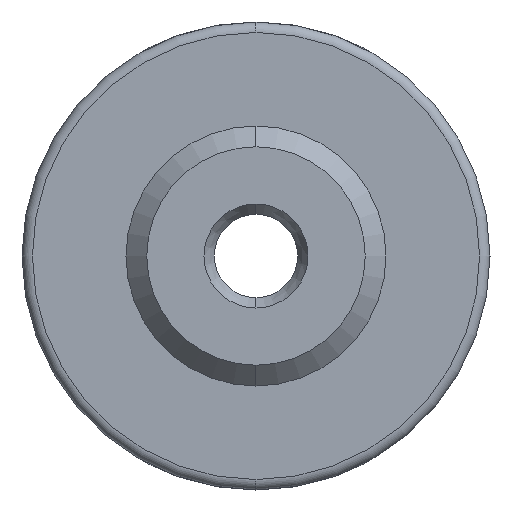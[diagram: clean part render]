
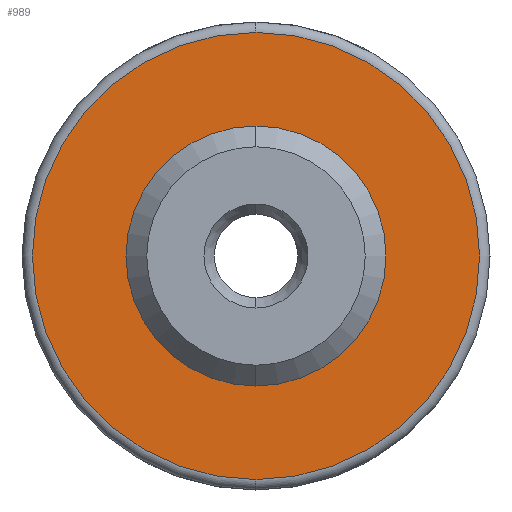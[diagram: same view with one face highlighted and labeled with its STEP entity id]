
A CAD part, left-side view. The second image highlights one B-rep face of the part: STEP entity #989.
In plain terms, the highlighted planar face has unit normal (-1, 0, 0).
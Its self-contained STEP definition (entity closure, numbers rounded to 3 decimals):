
#22 = DIRECTION ( 'NONE',  ( 0., 0., 1. ) ) ;
#27 = DIRECTION ( 'NONE',  ( 1., 0., 0. ) ) ;
#64 = VERTEX_POINT ( 'NONE', #344 ) ;
#94 = CIRCLE ( 'NONE', #577, 4.3 ) ;
#100 = VERTEX_POINT ( 'NONE', #173 ) ;
#111 = CARTESIAN_POINT ( 'NONE',  ( -36., 0., 4.3 ) ) ;
#123 = DIRECTION ( 'NONE',  ( -1., 0., 0. ) ) ;
#124 = AXIS2_PLACEMENT_3D ( 'NONE', #540, #27, #629 ) ;
#173 = CARTESIAN_POINT ( 'NONE',  ( -36., 0., 2.25 ) ) ;
#176 = DIRECTION ( 'NONE',  ( -1., 0., 0. ) ) ;
#220 = DIRECTION ( 'NONE',  ( 0., 0., 1. ) ) ;
#230 = EDGE_CURVE ( 'NONE', #657, #999, #94, .T. ) ;
#255 = FACE_OUTER_BOUND ( 'NONE', #738, .T. ) ;
#262 = CARTESIAN_POINT ( 'NONE',  ( -36., 0., 0. ) ) ;
#264 = EDGE_LOOP ( 'NONE', ( #515, #922 ) ) ;
#291 = FACE_BOUND ( 'NONE', #264, .T. ) ;
#313 = CARTESIAN_POINT ( 'NONE',  ( -36., 0., 0. ) ) ;
#315 = CIRCLE ( 'NONE', #1109, 4.3 ) ;
#344 = CARTESIAN_POINT ( 'NONE',  ( -36., 0., -2.25 ) ) ;
#515 = ORIENTED_EDGE ( 'NONE', *, *, #991, .F. ) ;
#540 = CARTESIAN_POINT ( 'NONE',  ( -36., 0., -4.3 ) ) ;
#551 = AXIS2_PLACEMENT_3D ( 'NONE', #313, #1009, #927 ) ;
#560 = CARTESIAN_POINT ( 'NONE',  ( -36., 0., 0. ) ) ;
#577 = AXIS2_PLACEMENT_3D ( 'NONE', #560, #123, #220 ) ;
#578 = CIRCLE ( 'NONE', #551, 2.25 ) ;
#581 = ORIENTED_EDGE ( 'NONE', *, *, #230, .T. ) ;
#629 = DIRECTION ( 'NONE',  ( 0., 0., -1. ) ) ;
#657 = VERTEX_POINT ( 'NONE', #111 ) ;
#716 = CARTESIAN_POINT ( 'NONE',  ( -36., 0., -4.3 ) ) ;
#738 = EDGE_LOOP ( 'NONE', ( #581, #801 ) ) ;
#795 = CARTESIAN_POINT ( 'NONE',  ( -36., 0., 0. ) ) ;
#801 = ORIENTED_EDGE ( 'NONE', *, *, #1096, .T. ) ;
#803 = PLANE ( 'NONE',  #124 ) ;
#857 = DIRECTION ( 'NONE',  ( -1., 0., 0. ) ) ;
#868 = EDGE_CURVE ( 'NONE', #64, #100, #1073, .T. ) ;
#922 = ORIENTED_EDGE ( 'NONE', *, *, #868, .F. ) ;
#927 = DIRECTION ( 'NONE',  ( 0., 0., 1. ) ) ;
#942 = DIRECTION ( 'NONE',  ( 0., 0., 1. ) ) ;
#973 = AXIS2_PLACEMENT_3D ( 'NONE', #795, #176, #22 ) ;
#989 = ADVANCED_FACE ( 'NONE', ( #291, #255 ), #803, .F. ) ;
#991 = EDGE_CURVE ( 'NONE', #100, #64, #578, .T. ) ;
#999 = VERTEX_POINT ( 'NONE', #716 ) ;
#1009 = DIRECTION ( 'NONE',  ( -1., 0., 0. ) ) ;
#1073 = CIRCLE ( 'NONE', #973, 2.25 ) ;
#1096 = EDGE_CURVE ( 'NONE', #999, #657, #315, .T. ) ;
#1109 = AXIS2_PLACEMENT_3D ( 'NONE', #262, #857, #942 ) ;
